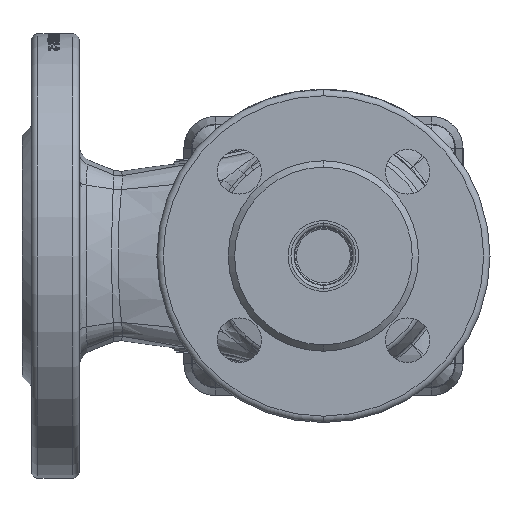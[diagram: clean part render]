
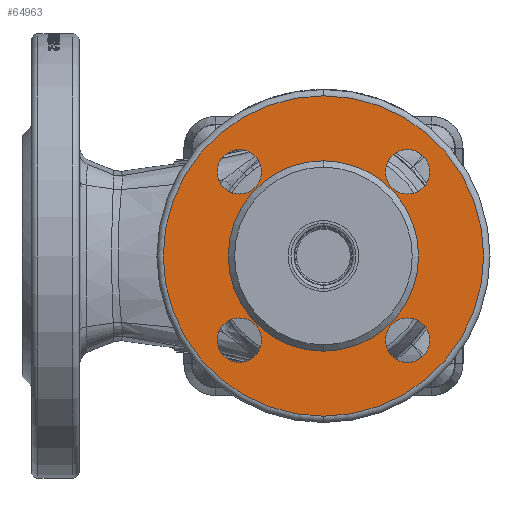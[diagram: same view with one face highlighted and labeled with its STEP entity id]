
A CAD part, front view. The second image highlights one B-rep face of the part: STEP entity #64963.
In plain terms, the highlighted planar face has unit normal (0, -1, 0).
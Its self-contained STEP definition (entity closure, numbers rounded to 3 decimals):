
#245 = ORIENTED_EDGE ( 'NONE', *, *, #22606, .F. ) ;
#606 = CARTESIAN_POINT ( 'NONE',  ( -26.517, -83., 26.517 ) ) ;
#647 = EDGE_CURVE ( 'NONE', #7801, #37742, #58144, .T. ) ;
#1264 = DIRECTION ( 'NONE',  ( 0., -1., 0. ) ) ;
#3283 = EDGE_LOOP ( 'NONE', ( #66385, #108992 ) ) ;
#5806 = CARTESIAN_POINT ( 'NONE',  ( 26.517, -83., -19.517 ) ) ;
#7368 = DIRECTION ( 'NONE',  ( 0., -1., 0. ) ) ;
#7801 = VERTEX_POINT ( 'NONE', #65545 ) ;
#8074 = EDGE_LOOP ( 'NONE', ( #36364, #90851 ) ) ;
#8356 = EDGE_CURVE ( 'NONE', #141749, #41989, #125679, .T. ) ;
#8710 = DIRECTION ( 'NONE',  ( 0., 0., 1. ) ) ;
#9525 = DIRECTION ( 'NONE',  ( 0., 0., -1. ) ) ;
#9535 = CARTESIAN_POINT ( 'NONE',  ( 26.517, -83., 26.517 ) ) ;
#11630 = CARTESIAN_POINT ( 'NONE',  ( -30., -83., 0. ) ) ;
#12210 = CARTESIAN_POINT ( 'NONE',  ( 26.517, -83., -33.517 ) ) ;
#14789 = CARTESIAN_POINT ( 'NONE',  ( 0., -83., 0. ) ) ;
#16280 = AXIS2_PLACEMENT_3D ( 'NONE', #126038, #110413, #60678 ) ;
#19403 = EDGE_LOOP ( 'NONE', ( #64497, #37586 ) ) ;
#20064 = AXIS2_PLACEMENT_3D ( 'NONE', #14789, #104886, #92464 ) ;
#20225 = ORIENTED_EDGE ( 'NONE', *, *, #152411, .F. ) ;
#21345 = EDGE_CURVE ( 'NONE', #148952, #140877, #136369, .T. ) ;
#22606 = EDGE_CURVE ( 'NONE', #115850, #56730, #154742, .T. ) ;
#22696 = ORIENTED_EDGE ( 'NONE', *, *, #80321, .F. ) ;
#22899 = VERTEX_POINT ( 'NONE', #5806 ) ;
#24202 = DIRECTION ( 'NONE',  ( 0., 1., 0. ) ) ;
#25265 = EDGE_CURVE ( 'NONE', #22899, #59181, #126285, .T. ) ;
#25790 = ORIENTED_EDGE ( 'NONE', *, *, #28473, .T. ) ;
#26043 = AXIS2_PLACEMENT_3D ( 'NONE', #11630, #138116, #48774 ) ;
#28473 = EDGE_CURVE ( 'NONE', #37742, #7801, #39964, .T. ) ;
#31869 = VERTEX_POINT ( 'NONE', #39217 ) ;
#32369 = FACE_BOUND ( 'NONE', #107392, .T. ) ;
#35994 = CIRCLE ( 'NONE', #78279, 7. ) ;
#36364 = ORIENTED_EDGE ( 'NONE', *, *, #148739, .F. ) ;
#37586 = ORIENTED_EDGE ( 'NONE', *, *, #8356, .F. ) ;
#37742 = VERTEX_POINT ( 'NONE', #83923 ) ;
#38167 = DIRECTION ( 'NONE',  ( 0., 0., 1. ) ) ;
#39217 = CARTESIAN_POINT ( 'NONE',  ( 0., -83., 50.5 ) ) ;
#39964 = CIRCLE ( 'NONE', #16280, 30. ) ;
#40979 = EDGE_CURVE ( 'NONE', #41989, #141749, #77011, .T. ) ;
#41989 = VERTEX_POINT ( 'NONE', #86219 ) ;
#46455 = AXIS2_PLACEMENT_3D ( 'NONE', #9535, #99644, #84753 ) ;
#48774 = DIRECTION ( 'NONE',  ( 0., 0., -1. ) ) ;
#49826 = DIRECTION ( 'NONE',  ( 0., 0., -1. ) ) ;
#51017 = DIRECTION ( 'NONE',  ( 0., 0., -1. ) ) ;
#51731 = AXIS2_PLACEMENT_3D ( 'NONE', #62439, #1264, #112174 ) ;
#54786 = CIRCLE ( 'NONE', #89214, 7. ) ;
#56730 = VERTEX_POINT ( 'NONE', #63425 ) ;
#58144 = CIRCLE ( 'NONE', #150612, 30. ) ;
#59181 = VERTEX_POINT ( 'NONE', #12210 ) ;
#60550 = EDGE_LOOP ( 'NONE', ( #22696, #245 ) ) ;
#60678 = DIRECTION ( 'NONE',  ( 0., 0., 1. ) ) ;
#61118 = AXIS2_PLACEMENT_3D ( 'NONE', #93141, #116378, #68306 ) ;
#62439 = CARTESIAN_POINT ( 'NONE',  ( -26.517, -83., -26.517 ) ) ;
#63425 = CARTESIAN_POINT ( 'NONE',  ( -26.517, -83., -33.517 ) ) ;
#64305 = CARTESIAN_POINT ( 'NONE',  ( 26.517, -83., -26.517 ) ) ;
#64497 = ORIENTED_EDGE ( 'NONE', *, *, #40979, .F. ) ;
#64963 = ADVANCED_FACE ( 'NONE', ( #134070, #32369, #131619, #82799, #133255, #71170 ), #120842, .T. ) ;
#65545 = CARTESIAN_POINT ( 'NONE',  ( 0., -83., 30. ) ) ;
#66385 = ORIENTED_EDGE ( 'NONE', *, *, #67621, .F. ) ;
#67621 = EDGE_CURVE ( 'NONE', #140877, #148952, #72316, .T. ) ;
#68306 = DIRECTION ( 'NONE',  ( 0., 0., -1. ) ) ;
#71170 = FACE_OUTER_BOUND ( 'NONE', #8074, .T. ) ;
#72316 = CIRCLE ( 'NONE', #93448, 7. ) ;
#73068 = DIRECTION ( 'NONE',  ( 0., -1., 0. ) ) ;
#73180 = DIRECTION ( 'NONE',  ( 0., 1., 0. ) ) ;
#77011 = CIRCLE ( 'NONE', #61118, 7. ) ;
#78279 = AXIS2_PLACEMENT_3D ( 'NONE', #98003, #122776, #9525 ) ;
#78283 = AXIS2_PLACEMENT_3D ( 'NONE', #606, #86670, #51017 ) ;
#80321 = EDGE_CURVE ( 'NONE', #56730, #115850, #35994, .T. ) ;
#82799 = FACE_BOUND ( 'NONE', #19403, .T. ) ;
#83923 = CARTESIAN_POINT ( 'NONE',  ( 0., -83., -30. ) ) ;
#84753 = DIRECTION ( 'NONE',  ( 0., 0., -1. ) ) ;
#86219 = CARTESIAN_POINT ( 'NONE',  ( 26.517, -83., 19.517 ) ) ;
#86670 = DIRECTION ( 'NONE',  ( 0., -1., 0. ) ) ;
#86991 = CARTESIAN_POINT ( 'NONE',  ( 0., -83., 0. ) ) ;
#89214 = AXIS2_PLACEMENT_3D ( 'NONE', #121450, #7368, #157870 ) ;
#89847 = ORIENTED_EDGE ( 'NONE', *, *, #647, .T. ) ;
#90065 = AXIS2_PLACEMENT_3D ( 'NONE', #137658, #73180, #8710 ) ;
#90851 = ORIENTED_EDGE ( 'NONE', *, *, #109614, .F. ) ;
#92464 = DIRECTION ( 'NONE',  ( 0., 0., 1. ) ) ;
#93141 = CARTESIAN_POINT ( 'NONE',  ( 26.517, -83., 26.517 ) ) ;
#93448 = AXIS2_PLACEMENT_3D ( 'NONE', #98719, #73068, #49826 ) ;
#97259 = AXIS2_PLACEMENT_3D ( 'NONE', #64305, #138812, #161980 ) ;
#98003 = CARTESIAN_POINT ( 'NONE',  ( -26.517, -83., -26.517 ) ) ;
#98252 = EDGE_LOOP ( 'NONE', ( #89847, #25790 ) ) ;
#98719 = CARTESIAN_POINT ( 'NONE',  ( -26.517, -83., 26.517 ) ) ;
#99295 = CIRCLE ( 'NONE', #20064, 50.5 ) ;
#99644 = DIRECTION ( 'NONE',  ( 0., -1., 0. ) ) ;
#104886 = DIRECTION ( 'NONE',  ( 0., 1., 0. ) ) ;
#107392 = EDGE_LOOP ( 'NONE', ( #20225, #162366 ) ) ;
#108992 = ORIENTED_EDGE ( 'NONE', *, *, #21345, .F. ) ;
#109614 = EDGE_CURVE ( 'NONE', #153697, #31869, #161367, .T. ) ;
#110413 = DIRECTION ( 'NONE',  ( 0., 1., 0. ) ) ;
#112174 = DIRECTION ( 'NONE',  ( 0., 0., -1. ) ) ;
#112800 = CARTESIAN_POINT ( 'NONE',  ( -26.517, -83., 33.517 ) ) ;
#115850 = VERTEX_POINT ( 'NONE', #150199 ) ;
#116378 = DIRECTION ( 'NONE',  ( 0., -1., 0. ) ) ;
#120842 = PLANE ( 'NONE',  #26043 ) ;
#121450 = CARTESIAN_POINT ( 'NONE',  ( 26.517, -83., -26.517 ) ) ;
#122776 = DIRECTION ( 'NONE',  ( 0., -1., 0. ) ) ;
#124505 = CARTESIAN_POINT ( 'NONE',  ( 26.517, -83., 33.517 ) ) ;
#125679 = CIRCLE ( 'NONE', #46455, 7. ) ;
#126038 = CARTESIAN_POINT ( 'NONE',  ( 0., -83., 0. ) ) ;
#126285 = CIRCLE ( 'NONE', #97259, 7. ) ;
#131619 = FACE_BOUND ( 'NONE', #60550, .T. ) ;
#133255 = FACE_BOUND ( 'NONE', #98252, .T. ) ;
#134070 = FACE_BOUND ( 'NONE', #3283, .T. ) ;
#136369 = CIRCLE ( 'NONE', #78283, 7. ) ;
#137658 = CARTESIAN_POINT ( 'NONE',  ( 0., -83., 0. ) ) ;
#138116 = DIRECTION ( 'NONE',  ( 0., -1., 0. ) ) ;
#138812 = DIRECTION ( 'NONE',  ( 0., -1., 0. ) ) ;
#139519 = CARTESIAN_POINT ( 'NONE',  ( -26.517, -83., 19.517 ) ) ;
#140877 = VERTEX_POINT ( 'NONE', #139519 ) ;
#141749 = VERTEX_POINT ( 'NONE', #124505 ) ;
#148739 = EDGE_CURVE ( 'NONE', #31869, #153697, #99295, .T. ) ;
#148952 = VERTEX_POINT ( 'NONE', #112800 ) ;
#150199 = CARTESIAN_POINT ( 'NONE',  ( -26.517, -83., -19.517 ) ) ;
#150612 = AXIS2_PLACEMENT_3D ( 'NONE', #86991, #24202, #38167 ) ;
#152411 = EDGE_CURVE ( 'NONE', #59181, #22899, #54786, .T. ) ;
#153697 = VERTEX_POINT ( 'NONE', #156064 ) ;
#154742 = CIRCLE ( 'NONE', #51731, 7. ) ;
#156064 = CARTESIAN_POINT ( 'NONE',  ( 0., -83., -50.5 ) ) ;
#157870 = DIRECTION ( 'NONE',  ( 0., 0., -1. ) ) ;
#161367 = CIRCLE ( 'NONE', #90065, 50.5 ) ;
#161980 = DIRECTION ( 'NONE',  ( 0., 0., -1. ) ) ;
#162366 = ORIENTED_EDGE ( 'NONE', *, *, #25265, .F. ) ;
